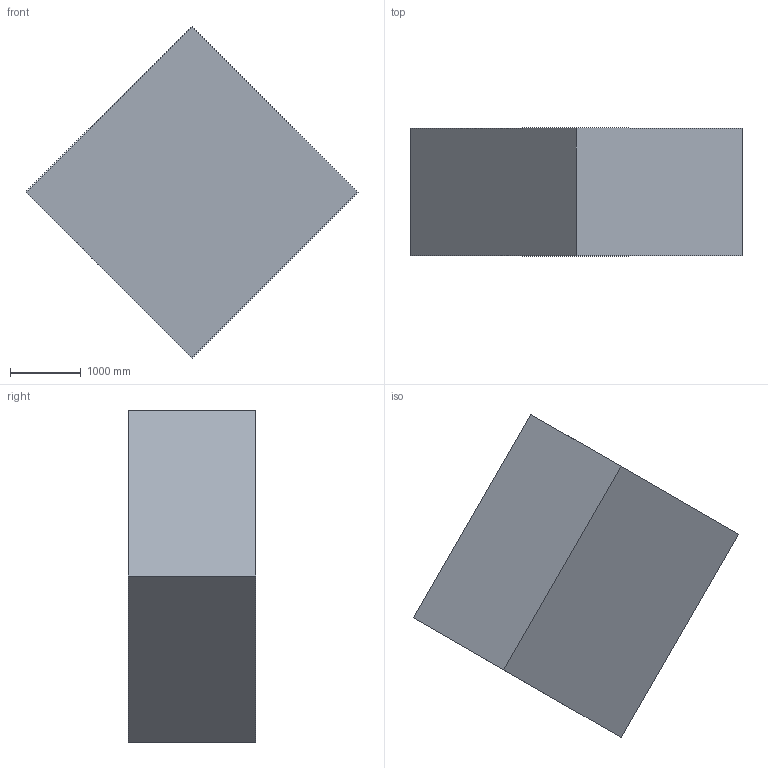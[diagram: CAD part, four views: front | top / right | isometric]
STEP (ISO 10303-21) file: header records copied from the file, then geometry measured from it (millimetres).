
FILE_DESCRIPTION((''),'2;1');
FILE_NAME('exem.stp','2020-03-31T12:21:27',(''),('CIMNE'),'STEP exporter based on STEPcode library (http://stepcode.org)','GiD 14.1.8d','');
FILE_SCHEMA(('AUTOMOTIVE_DESIGN'));
Length unit declared in the file: metre
Bounding box: 4689.89 x 1802.6 x 4689.89 mm (x, y, z)
Volume: 19824163596.6 mm3; surface area: 45906602.4 mm2
Topology: 1 solids, 1 shells, 6 faces, 12 edges, 8 vertices
Faces by surface type: bspline 6
Entity records: 160 total; most frequent: CARTESIAN_POINT 44, ORIENTED_EDGE 24, DIRECTION 12, VECTOR 12, LINE 12, EDGE_CURVE 12, VERTEX_POINT 8, B_SPLINE_SURFACE_WITH_KNOTS 6
